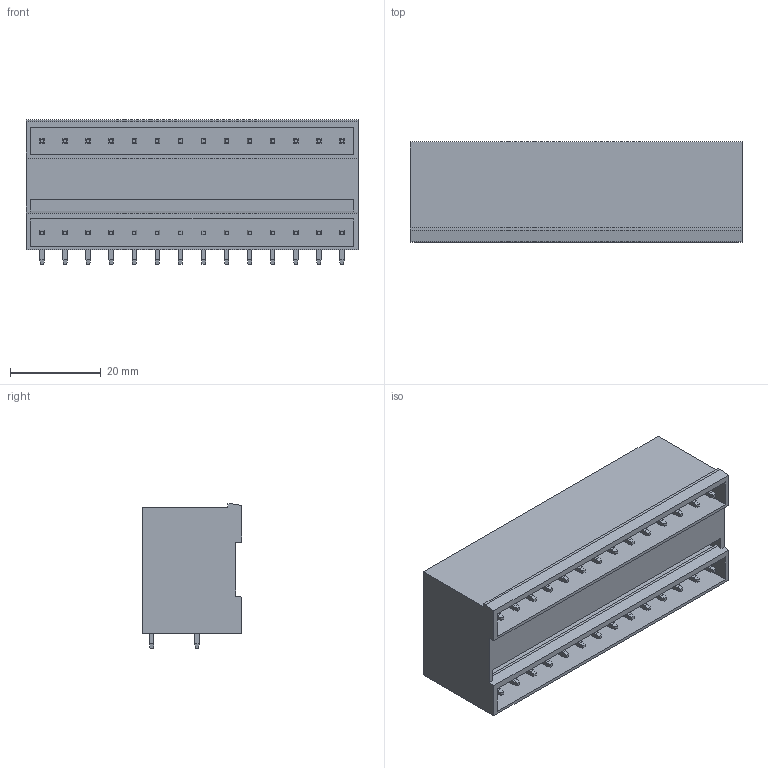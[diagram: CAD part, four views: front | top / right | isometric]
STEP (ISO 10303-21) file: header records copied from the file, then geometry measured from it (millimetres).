
FILE_DESCRIPTION(('CATIA V5 STEP Exchange','CAx-IF Rec.Pracs.--- Model Styling and Organization---1.2---2011-12-15'),'2;1');
FILE_NAME ('D1453111_0_1601910000_1601910000.stp','2018-11-03T04:07:22+00:00',('none'),('Weidmueller'),'CATIA Version 5-6 Release 2014','CATIA V5 STEP AP214','none');
FILE_SCHEMA(('AUTOMOTIVE_DESIGN { 1 0 10303 214 1 1 1 1 }'));
Length unit declared in the file: millimetre
Products named in the file (1): 1601910000
Bounding box: 73.12 x 22 x 31.88 mm (x, y, z)
Volume: 21762.4 mm3; surface area: 21703.4 mm2
Topology: 29 solids, 29 shells, 650 faces, 1546 edges, 956 vertices
Faces by surface type: plane 650
Entity records: 15802 total; most frequent: ORIENTED_EDGE 3092, CARTESIAN_POINT 2948, DIRECTION 1764, EDGE_CURVE 1546, VECTOR 1322, LINE 1322, VERTEX_POINT 956, EDGE_LOOP 708
